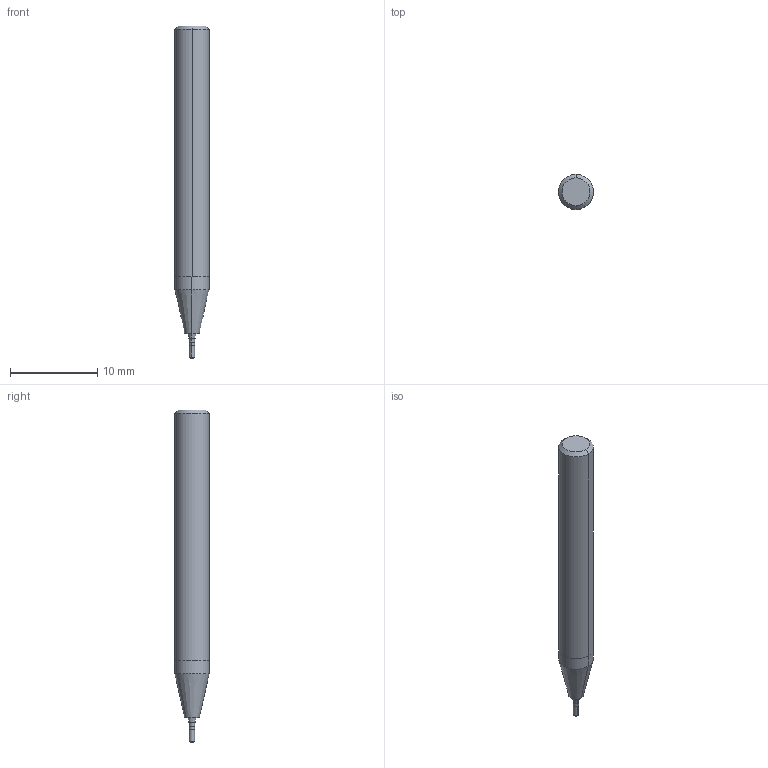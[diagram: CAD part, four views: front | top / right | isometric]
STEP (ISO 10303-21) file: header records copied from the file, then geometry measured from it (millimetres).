
FILE_DESCRIPTION (( 'STEP AP203' ), '1' );
FILE_NAME ('413167.step', '2023-11-15T15:38:11', ( '' ), ( '' ), 'SwSTEP 2.0', 'SolidWorks 2022', '' );
FILE_SCHEMA (( 'CONFIG_CONTROL_DESIGN' ));
Length unit declared in the file: millimetre
Products named in the file (1): 413167
Bounding box: 4 x 4 x 38 mm (x, y, z)
Volume: 411.2 mm3; surface area: 442.1 mm2
Topology: 2 solids, 2 shells, 24 faces, 44 edges, 26 vertices
Faces by surface type: cylinder 8, cone 6, plane 6, torus 4
Entity records: 673 total; most frequent: DIRECTION 124, CARTESIAN_POINT 95, ORIENTED_EDGE 88, AXIS2_PLACEMENT_3D 55, EDGE_CURVE 44, CIRCLE 30, EDGE_LOOP 26, VERTEX_POINT 26
